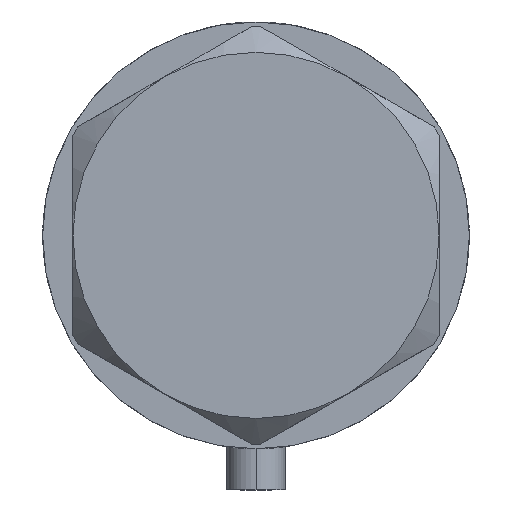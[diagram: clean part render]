
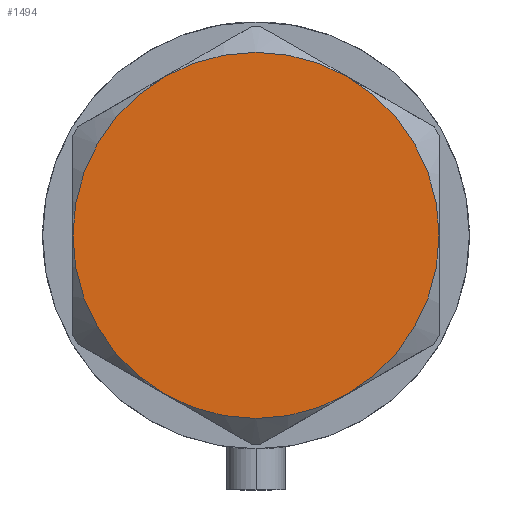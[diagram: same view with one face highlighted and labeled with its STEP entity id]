
A CAD part, left-side view. The second image highlights one B-rep face of the part: STEP entity #1494.
In plain terms, the highlighted face is planar.
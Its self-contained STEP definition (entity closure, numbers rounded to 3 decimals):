
#9 = CARTESIAN_POINT ( 'NONE',  ( 0., 0., 13. ) ) ;
#196 = DIRECTION ( 'NONE',  ( 1., 0., 0. ) ) ;
#224 = CIRCLE ( 'NONE', #3419, 37.75 ) ;
#292 = DIRECTION ( 'NONE',  ( 1., 0., 0. ) ) ;
#308 = DIRECTION ( 'NONE',  ( 1., 0., 0. ) ) ;
#456 = VERTEX_POINT ( 'NONE', #3991 ) ;
#487 = CARTESIAN_POINT ( 'NONE',  ( -18.875, 32.692, 13. ) ) ;
#496 = CIRCLE ( 'NONE', #925, 37.75 ) ;
#563 = EDGE_CURVE ( 'NONE', #1825, #1875, #3982, .T. ) ;
#628 = EDGE_CURVE ( 'NONE', #4142, #2513, #3829, .T. ) ;
#649 = AXIS2_PLACEMENT_3D ( 'NONE', #3055, #4263, #3465 ) ;
#705 = CARTESIAN_POINT ( 'NONE',  ( 0., 0., 13. ) ) ;
#736 = ORIENTED_EDGE ( 'NONE', *, *, #3388, .T. ) ;
#864 = CARTESIAN_POINT ( 'NONE',  ( 18.875, -32.692, 13. ) ) ;
#870 = CARTESIAN_POINT ( 'NONE',  ( 37.75, 0., 13. ) ) ;
#925 = AXIS2_PLACEMENT_3D ( 'NONE', #3975, #3596, #196 ) ;
#1089 = AXIS2_PLACEMENT_3D ( 'NONE', #9, #3350, #3743 ) ;
#1413 = EDGE_LOOP ( 'NONE', ( #736, #4192, #5121, #4482, #2203, #3312 ) ) ;
#1494 = ADVANCED_FACE ( 'NONE', ( #4877 ), #4097, .T. ) ;
#1599 = CIRCLE ( 'NONE', #5256, 37.75 ) ;
#1622 = EDGE_CURVE ( 'NONE', #1875, #3534, #224, .T. ) ;
#1673 = AXIS2_PLACEMENT_3D ( 'NONE', #705, #2359, #308 ) ;
#1825 = VERTEX_POINT ( 'NONE', #870 ) ;
#1875 = VERTEX_POINT ( 'NONE', #3638 ) ;
#1933 = AXIS2_PLACEMENT_3D ( 'NONE', #4421, #4385, #292 ) ;
#2203 = ORIENTED_EDGE ( 'NONE', *, *, #2381, .T. ) ;
#2359 = DIRECTION ( 'NONE',  ( 0., 0., 1. ) ) ;
#2381 = EDGE_CURVE ( 'NONE', #456, #4142, #1599, .T. ) ;
#2513 = VERTEX_POINT ( 'NONE', #864 ) ;
#2532 = DIRECTION ( 'NONE',  ( 1., 0., 0. ) ) ;
#2808 = CARTESIAN_POINT ( 'NONE',  ( 0., 0., 13. ) ) ;
#3055 = CARTESIAN_POINT ( 'NONE',  ( 0., 0., 13. ) ) ;
#3089 = CARTESIAN_POINT ( 'NONE',  ( -18.875, -32.692, 13. ) ) ;
#3312 = ORIENTED_EDGE ( 'NONE', *, *, #628, .T. ) ;
#3350 = DIRECTION ( 'NONE',  ( 0., 0., 1. ) ) ;
#3388 = EDGE_CURVE ( 'NONE', #2513, #1825, #496, .T. ) ;
#3419 = AXIS2_PLACEMENT_3D ( 'NONE', #4073, #4539, #2532 ) ;
#3465 = DIRECTION ( 'NONE',  ( 1., 0., 0. ) ) ;
#3534 = VERTEX_POINT ( 'NONE', #487 ) ;
#3593 = CIRCLE ( 'NONE', #649, 37.75 ) ;
#3596 = DIRECTION ( 'NONE',  ( 0., 0., 1. ) ) ;
#3638 = CARTESIAN_POINT ( 'NONE',  ( 18.875, 32.692, 13. ) ) ;
#3743 = DIRECTION ( 'NONE',  ( 1., 0., 0. ) ) ;
#3829 = CIRCLE ( 'NONE', #1933, 37.75 ) ;
#3975 = CARTESIAN_POINT ( 'NONE',  ( 0., 0., 13. ) ) ;
#3982 = CIRCLE ( 'NONE', #1673, 37.75 ) ;
#3991 = CARTESIAN_POINT ( 'NONE',  ( -37.75, 0., 13. ) ) ;
#4073 = CARTESIAN_POINT ( 'NONE',  ( 0., 0., 13. ) ) ;
#4097 = PLANE ( 'NONE',  #1089 ) ;
#4141 = EDGE_CURVE ( 'NONE', #3534, #456, #3593, .T. ) ;
#4142 = VERTEX_POINT ( 'NONE', #3089 ) ;
#4192 = ORIENTED_EDGE ( 'NONE', *, *, #563, .T. ) ;
#4263 = DIRECTION ( 'NONE',  ( 0., 0., 1. ) ) ;
#4385 = DIRECTION ( 'NONE',  ( 0., 0., 1. ) ) ;
#4421 = CARTESIAN_POINT ( 'NONE',  ( 0., 0., 13. ) ) ;
#4427 = DIRECTION ( 'NONE',  ( 1., 0., 0. ) ) ;
#4471 = DIRECTION ( 'NONE',  ( 0., 0., 1. ) ) ;
#4482 = ORIENTED_EDGE ( 'NONE', *, *, #4141, .T. ) ;
#4539 = DIRECTION ( 'NONE',  ( 0., 0., 1. ) ) ;
#4877 = FACE_OUTER_BOUND ( 'NONE', #1413, .T. ) ;
#5121 = ORIENTED_EDGE ( 'NONE', *, *, #1622, .T. ) ;
#5256 = AXIS2_PLACEMENT_3D ( 'NONE', #2808, #4471, #4427 ) ;
